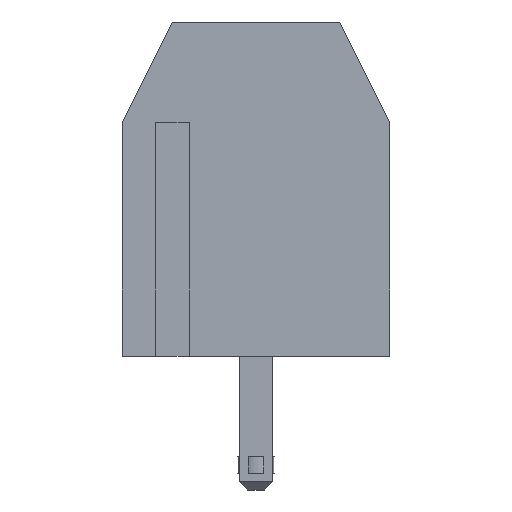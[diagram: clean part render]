
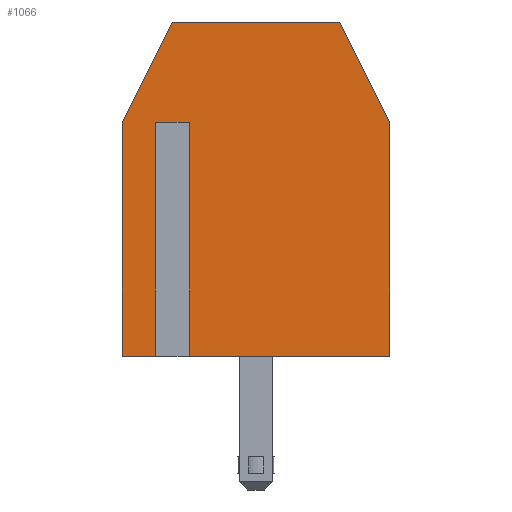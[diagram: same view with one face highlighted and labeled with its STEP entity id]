
A CAD part, front view. The second image highlights one B-rep face of the part: STEP entity #1066.
In plain terms, the highlighted planar face has unit normal (0, -1, 0).
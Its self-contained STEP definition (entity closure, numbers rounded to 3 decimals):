
#109=FACE_OUTER_BOUND('',#175,.T.);
#175=EDGE_LOOP('',(#912,#913,#914,#915,#916,#917,#918,#919,#920,#921));
#281=LINE('',#1677,#403);
#285=LINE('',#1685,#407);
#288=LINE('',#1691,#410);
#291=LINE('',#1697,#413);
#294=LINE('',#1702,#416);
#296=LINE('',#1707,#418);
#299=LINE('',#1713,#421);
#302=LINE('',#1719,#424);
#305=LINE('',#1725,#427);
#308=LINE('',#1730,#430);
#403=VECTOR('',#1390,10.);
#407=VECTOR('',#1394,10.);
#410=VECTOR('',#1399,10.);
#413=VECTOR('',#1404,10.);
#416=VECTOR('',#1409,10.);
#418=VECTOR('',#1415,10.);
#421=VECTOR('',#1420,10.);
#424=VECTOR('',#1425,10.);
#427=VECTOR('',#1430,10.);
#430=VECTOR('',#1435,10.);
#501=VERTEX_POINT('',#1674);
#502=VERTEX_POINT('',#1676);
#505=VERTEX_POINT('',#1682);
#506=VERTEX_POINT('',#1684);
#508=VERTEX_POINT('',#1690);
#510=VERTEX_POINT('',#1696);
#512=VERTEX_POINT('',#1706);
#514=VERTEX_POINT('',#1712);
#516=VERTEX_POINT('',#1718);
#518=VERTEX_POINT('',#1724);
#625=EDGE_CURVE('',#501,#502,#281,.T.);
#629=EDGE_CURVE('',#505,#506,#285,.T.);
#632=EDGE_CURVE('',#505,#508,#288,.T.);
#635=EDGE_CURVE('',#508,#510,#291,.T.);
#638=EDGE_CURVE('',#510,#502,#294,.T.);
#640=EDGE_CURVE('',#512,#501,#296,.T.);
#643=EDGE_CURVE('',#514,#512,#299,.T.);
#646=EDGE_CURVE('',#516,#514,#302,.T.);
#649=EDGE_CURVE('',#518,#516,#305,.T.);
#652=EDGE_CURVE('',#506,#518,#308,.T.);
#912=ORIENTED_EDGE('',*,*,#638,.T.);
#913=ORIENTED_EDGE('',*,*,#625,.F.);
#914=ORIENTED_EDGE('',*,*,#640,.F.);
#915=ORIENTED_EDGE('',*,*,#643,.F.);
#916=ORIENTED_EDGE('',*,*,#646,.F.);
#917=ORIENTED_EDGE('',*,*,#649,.F.);
#918=ORIENTED_EDGE('',*,*,#652,.F.);
#919=ORIENTED_EDGE('',*,*,#629,.F.);
#920=ORIENTED_EDGE('',*,*,#632,.T.);
#921=ORIENTED_EDGE('',*,*,#635,.T.);
#972=PLANE('',#1170);
#1066=ADVANCED_FACE('',(#109),#972,.T.);
#1170=AXIS2_PLACEMENT_3D('',#1733,#1439,#1440);
#1390=DIRECTION('',(-1.,0.,0.));
#1394=DIRECTION('',(-1.,0.,0.));
#1399=DIRECTION('',(0.,0.,1.));
#1404=DIRECTION('',(1.,0.,0.));
#1409=DIRECTION('',(0.,0.,-1.));
#1415=DIRECTION('',(0.,0.,-1.));
#1420=DIRECTION('',(0.447,0.,-0.894));
#1425=DIRECTION('',(1.,0.,0.));
#1430=DIRECTION('',(0.447,0.,0.894));
#1435=DIRECTION('',(0.,0.,1.));
#1439=DIRECTION('center_axis',(0.,-1.,0.));
#1440=DIRECTION('ref_axis',(0.,0.,-1.));
#1674=CARTESIAN_POINT('',(0.,0.,0.));
#1676=CARTESIAN_POINT('',(-6.,0.,0.));
#1677=CARTESIAN_POINT('',(0.,0.,0.));
#1682=CARTESIAN_POINT('',(-7.,0.,0.));
#1684=CARTESIAN_POINT('',(-8.,0.,0.));
#1685=CARTESIAN_POINT('',(0.,0.,0.));
#1690=CARTESIAN_POINT('',(-7.,0.,7.));
#1691=CARTESIAN_POINT('',(-7.,0.,5.814));
#1696=CARTESIAN_POINT('',(-6.,0.,7.));
#1697=CARTESIAN_POINT('',(-5.,0.,7.));
#1702=CARTESIAN_POINT('',(-6.,0.,2.314));
#1706=CARTESIAN_POINT('',(0.,0.,7.));
#1707=CARTESIAN_POINT('',(0.,0.,7.));
#1712=CARTESIAN_POINT('',(-1.5,0.,10.));
#1713=CARTESIAN_POINT('',(-1.5,0.,10.));
#1718=CARTESIAN_POINT('',(-6.5,0.,10.));
#1719=CARTESIAN_POINT('',(-6.5,0.,10.));
#1724=CARTESIAN_POINT('',(-8.,0.,7.));
#1725=CARTESIAN_POINT('',(-8.,0.,7.));
#1730=CARTESIAN_POINT('',(-8.,0.,0.));
#1733=CARTESIAN_POINT('Origin',(-4.,0.,4.629));
